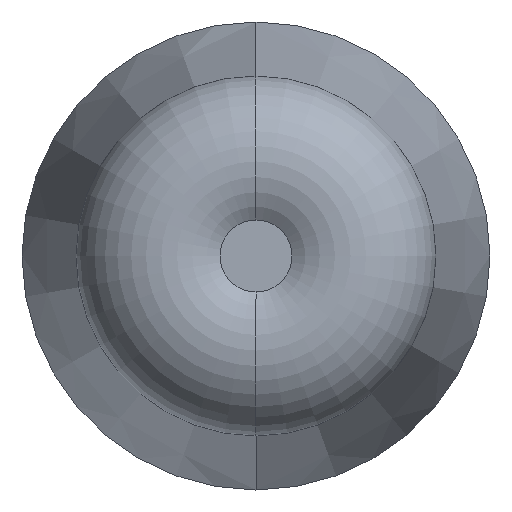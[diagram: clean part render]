
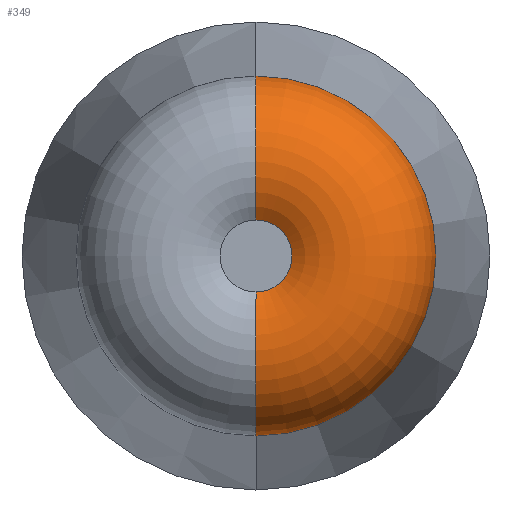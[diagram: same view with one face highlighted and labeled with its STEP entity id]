
A CAD part, front view. The second image highlights one B-rep face of the part: STEP entity #349.
In plain terms, the highlighted toroidal (fillet/blend) face has major radius 2.5 mm and minor radius 2.5 mm.
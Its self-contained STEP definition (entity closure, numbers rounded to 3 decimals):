
#5 = ORIENTED_EDGE ( 'NONE', *, *, #484, .F. ) ;
#10 = CARTESIAN_POINT ( 'NONE',  ( -5., 4.474, 0. ) ) ;
#23 = DIRECTION ( 'NONE',  ( 0., 0., 1. ) ) ;
#31 = CARTESIAN_POINT ( 'NONE',  ( -5., 2.5, 0. ) ) ;
#33 = CARTESIAN_POINT ( 'NONE',  ( -5., 2.5, -2.5 ) ) ;
#63 = AXIS2_PLACEMENT_3D ( 'NONE', #255, #574, #409 ) ;
#116 = ORIENTED_EDGE ( 'NONE', *, *, #506, .T. ) ;
#124 = CARTESIAN_POINT ( 'NONE',  ( -5., 4.474, -4.034 ) ) ;
#143 = ORIENTED_EDGE ( 'NONE', *, *, #161, .T. ) ;
#160 = EDGE_LOOP ( 'NONE', ( #5, #116, #143, #299 ) ) ;
#161 = EDGE_CURVE ( 'NONE', #479, #587, #601, .T. ) ;
#188 = CARTESIAN_POINT ( 'NONE',  ( -5., 0.5, -0.999 ) ) ;
#189 = CARTESIAN_POINT ( 'NONE',  ( -5., 0.5, 0.999 ) ) ;
#237 = DIRECTION ( 'NONE',  ( 0., 0., 1. ) ) ;
#239 = DIRECTION ( 'NONE',  ( 0., 0., 1. ) ) ;
#246 = CARTESIAN_POINT ( 'NONE',  ( -5., 4.474, 4.034 ) ) ;
#255 = CARTESIAN_POINT ( 'NONE',  ( -5., 2.5, 2.5 ) ) ;
#272 = CIRCLE ( 'NONE', #63, 2.5 ) ;
#292 = AXIS2_PLACEMENT_3D ( 'NONE', #33, #624, #410 ) ;
#299 = ORIENTED_EDGE ( 'NONE', *, *, #646, .F. ) ;
#332 = AXIS2_PLACEMENT_3D ( 'NONE', #31, #566, #239 ) ;
#349 = ADVANCED_FACE ( 'NONE', ( #682 ), #486, .T. ) ;
#353 = CIRCLE ( 'NONE', #292, 2.5 ) ;
#409 = DIRECTION ( 'NONE',  ( 0., 0., 1. ) ) ;
#410 = DIRECTION ( 'NONE',  ( 0., 0., -1. ) ) ;
#412 = CIRCLE ( 'NONE', #472, 0.999 ) ;
#451 = CARTESIAN_POINT ( 'NONE',  ( -5., 0.5, 0. ) ) ;
#472 = AXIS2_PLACEMENT_3D ( 'NONE', #451, #558, #237 ) ;
#479 = VERTEX_POINT ( 'NONE', #124 ) ;
#484 = EDGE_CURVE ( 'NONE', #651, #630, #412, .T. ) ;
#486 = TOROIDAL_SURFACE ( 'NONE', #332, 2.5, 2.5 ) ;
#506 = EDGE_CURVE ( 'NONE', #651, #479, #353, .T. ) ;
#558 = DIRECTION ( 'NONE',  ( 0., -1., 0. ) ) ;
#566 = DIRECTION ( 'NONE',  ( 0., 1., 0. ) ) ;
#574 = DIRECTION ( 'NONE',  ( -1., 0., 0. ) ) ;
#587 = VERTEX_POINT ( 'NONE', #246 ) ;
#601 = CIRCLE ( 'NONE', #686, 4.034 ) ;
#624 = DIRECTION ( 'NONE',  ( 1., 0., 0. ) ) ;
#630 = VERTEX_POINT ( 'NONE', #189 ) ;
#646 = EDGE_CURVE ( 'NONE', #630, #587, #272, .T. ) ;
#651 = VERTEX_POINT ( 'NONE', #188 ) ;
#653 = DIRECTION ( 'NONE',  ( 0., -1., 0. ) ) ;
#682 = FACE_OUTER_BOUND ( 'NONE', #160, .T. ) ;
#686 = AXIS2_PLACEMENT_3D ( 'NONE', #10, #653, #23 ) ;
